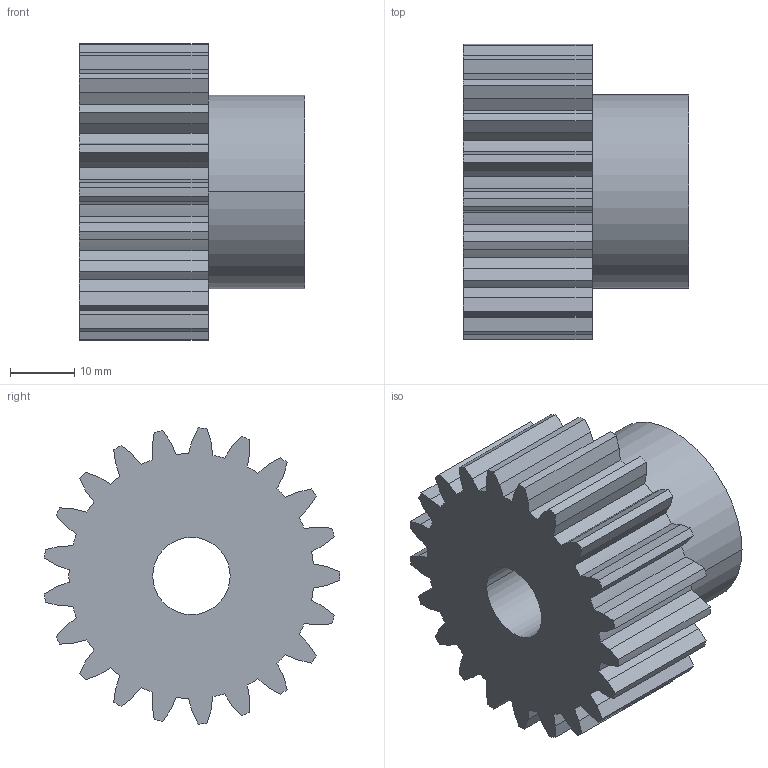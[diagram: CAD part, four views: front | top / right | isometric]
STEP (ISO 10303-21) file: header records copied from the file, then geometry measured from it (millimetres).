
FILE_DESCRIPTION( ( '' ), '1' );
FILE_NAME( '23111021.stp', '2007-11-07T03:04:26', ( '' ), ( '' ), ' ', ' ', ' ' );
FILE_SCHEMA( ( 'automotive_design' ) );
Length unit declared in the file: millimetre
Products named in the file (1): 1
Bounding box: 35 x 45.83 x 45.95 mm (x, y, z)
Volume: 33962.1 mm3; surface area: 10191.3 mm2
Topology: 1 solids, 1 shells, 133 faces, 390 edges, 260 vertices
Faces by surface type: plane 87, cylinder 46
Entity records: 8758 total; most frequent: STYLED_ITEM 784, PRESENTATION_STYLE_ASSIGNMENT 784, CARTESIAN_POINT 784, COLOUR_RGB 784, ORIENTED_EDGE 780, DIRECTION 750, EDGE_CURVE 390, CURVE_STYLE 390
